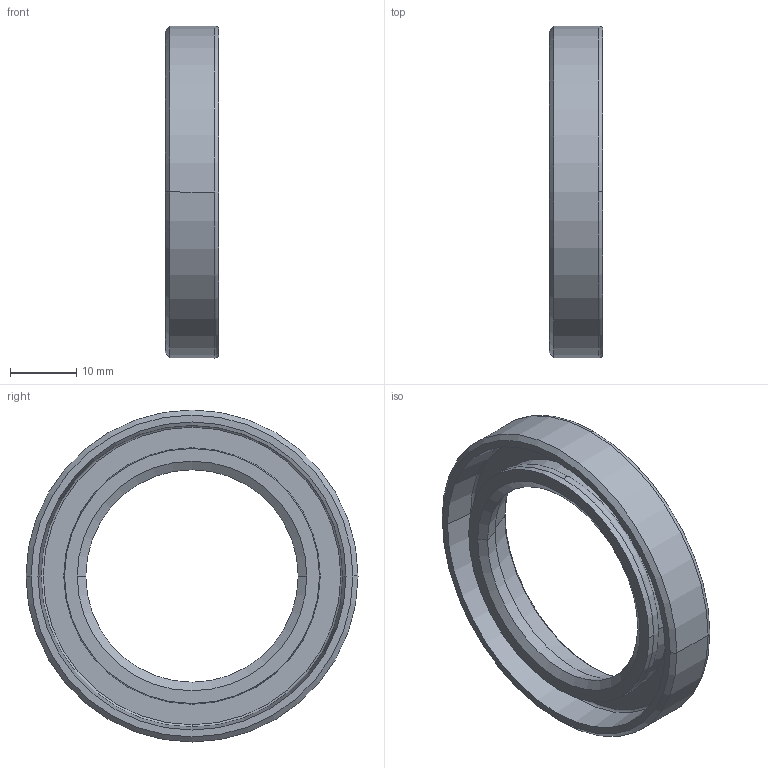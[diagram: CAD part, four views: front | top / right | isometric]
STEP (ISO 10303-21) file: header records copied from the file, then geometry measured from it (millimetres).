
FILE_DESCRIPTION (( 'STEP AP203' ), '1' );
FILE_NAME ('Joint_à_lèvre_31.STEP', '2024-01-12T15:05:31', ( '' ), ( '' ), 'SwSTEP 2.0', 'SolidWorks 2022', '' );
FILE_SCHEMA (( 'CONFIG_CONTROL_DESIGN' ));
Length unit declared in the file: millimetre
Products named in the file (1): Joint_à_lèvre_31
Bounding box: 8 x 50.01 x 50.01 mm (x, y, z)
Volume: 5497.3 mm3; surface area: 5180.8 mm2
Topology: 1 solids, 1 shells, 30 faces, 70 edges, 44 vertices
Faces by surface type: cone 14, torus 8, cylinder 4, plane 4
Entity records: 963 total; most frequent: DIRECTION 184, CARTESIAN_POINT 145, ORIENTED_EDGE 140, AXIS2_PLACEMENT_3D 83, EDGE_CURVE 70, CIRCLE 52, VERTEX_POINT 44, EDGE_LOOP 34
